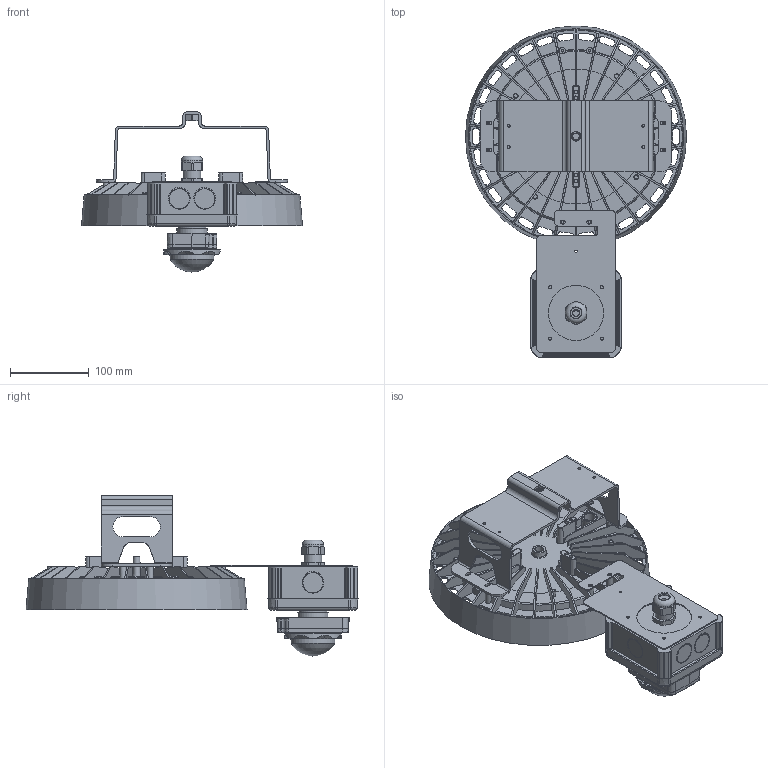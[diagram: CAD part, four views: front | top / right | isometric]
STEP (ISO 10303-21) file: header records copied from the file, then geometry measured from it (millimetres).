
FILE_DESCRIPTION(/* description */ ('This is a sample STEP configuration'),/* implementation_level */ '2;1');
FILE_NAME(/* name */ '157-0115xxxxxxxxx SIMPLE.ipt_Rev_00.stp',/* time_stamp */ '2023-05-02T13:38:41+02:00',/* author */ ('powerJobs'),/* organization */ ('coolOrange'),/* preprocessor_version */ 'ST-DEVELOPER v19.2',/* originating_system */ 'Autodesk Inventor 2023',/* authorisation */ '');
FILE_SCHEMA (('AUTOMOTIVE_DESIGN { 1 0 10303 214 3 1 1 }'));
Length unit declared in the file: millimetre
Products named in the file (1): ENG000027389
Bounding box: 280 x 420.5 x 202.81 mm (x, y, z)
Volume: 1047338.1 mm3; surface area: 675985.3 mm2
Topology: 16 solids, 17 shells, 2103 faces, 5536 edges, 3565 vertices
Faces by surface type: plane 865, cylinder 618, cone 344, bspline 186, torus 72, sphere 18
Full cylindrical faces by diameter (mm): 3 x1, 3.1 x4, 3.5 x24, 3.6 x4, 3.8 x4, 4 x4, 4.5 x14, 4.75 x1, 5.35 x1, 6 x2, 7.2 x4, 8 x15, 8.5 x3, 9 x1, 11.2 x1, 12 x1, 14.5 x1, 20 x1, 21.375 x2, 22.5 x1, 22.6 x1, 23 x1, 25.392 x7, 27 x1, 29.4 x1, 30.3 x1, 33 x1, 36.5 x1, 38.65 x1, 60 x1
Entity records: 92286 total; most frequent: CARTESIAN_POINT 40848, ORIENTED_EDGE 11054, DIRECTION 10578, EDGE_CURVE 5527, AXIS2_PLACEMENT_3D 4003, VERTEX_POINT 3565, LINE 2572, VECTOR 2572
